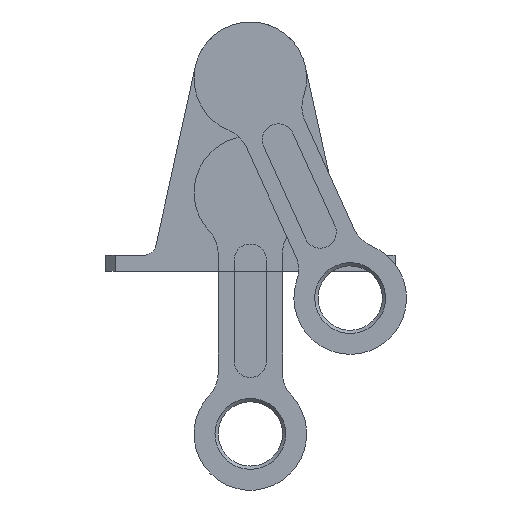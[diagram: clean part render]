
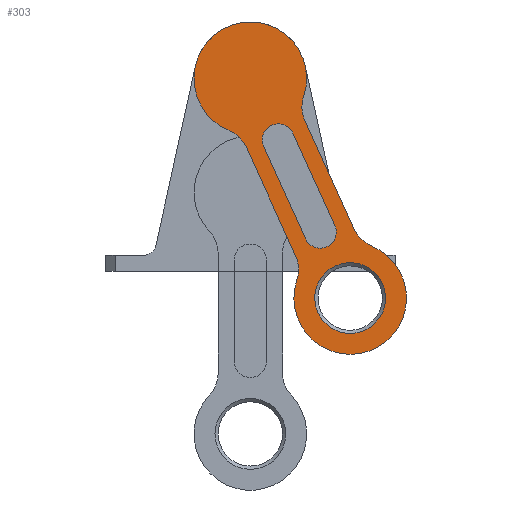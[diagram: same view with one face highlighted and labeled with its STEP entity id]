
A CAD part, front view. The second image highlights one B-rep face of the part: STEP entity #303.
In plain terms, the highlighted planar face has unit normal (0, -1, 0).
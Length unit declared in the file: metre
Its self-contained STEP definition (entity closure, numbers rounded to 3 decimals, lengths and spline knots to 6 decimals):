
#303 = ADVANCED_FACE( '', ( #525, #526, #527 ), #528, .T. );
#525 = FACE_OUTER_BOUND( '', #669, .T. );
#526 = FACE_BOUND( '', #670, .T. );
#527 = FACE_BOUND( '', #671, .T. );
#528 = PLANE( '', #672 );
#669 = EDGE_LOOP( '', ( #884, #885, #886, #887, #888, #889, #890, #891 ) );
#670 = EDGE_LOOP( '', ( #892 ) );
#671 = EDGE_LOOP( '', ( #893, #894, #895, #896 ) );
#672 = AXIS2_PLACEMENT_3D( '', #897, #898, #899 );
#884 = ORIENTED_EDGE( '', *, *, #1215, .T. );
#885 = ORIENTED_EDGE( '', *, *, #1206, .T. );
#886 = ORIENTED_EDGE( '', *, *, #1216, .T. );
#887 = ORIENTED_EDGE( '', *, *, #1217, .T. );
#888 = ORIENTED_EDGE( '', *, *, #1218, .T. );
#889 = ORIENTED_EDGE( '', *, *, #1219, .T. );
#890 = ORIENTED_EDGE( '', *, *, #1220, .T. );
#891 = ORIENTED_EDGE( '', *, *, #1221, .T. );
#892 = ORIENTED_EDGE( '', *, *, #1222, .T. );
#893 = ORIENTED_EDGE( '', *, *, #1223, .T. );
#894 = ORIENTED_EDGE( '', *, *, #1224, .T. );
#895 = ORIENTED_EDGE( '', *, *, #1225, .T. );
#896 = ORIENTED_EDGE( '', *, *, #1226, .T. );
#897 = CARTESIAN_POINT( '', ( 0., 0., 0.049031 ) );
#898 = DIRECTION( '', ( 0., -1., 0. ) );
#899 = DIRECTION( '', ( 0., 0., -1. ) );
#1206 = EDGE_CURVE( '', #1359, #1357, #1360, .F. );
#1215 = EDGE_CURVE( '', #1373, #1359, #1374, .T. );
#1216 = EDGE_CURVE( '', #1357, #1375, #1376, .T. );
#1217 = EDGE_CURVE( '', #1375, #1377, #1378, .F. );
#1218 = EDGE_CURVE( '', #1377, #1379, #1380, .T. );
#1219 = EDGE_CURVE( '', #1379, #1381, #1382, .F. );
#1220 = EDGE_CURVE( '', #1381, #1383, #1384, .T. );
#1221 = EDGE_CURVE( '', #1383, #1373, #1385, .F. );
#1222 = EDGE_CURVE( '', #1386, #1386, #1387, .F. );
#1223 = EDGE_CURVE( '', #1388, #1389, #1390, .T. );
#1224 = EDGE_CURVE( '', #1389, #1391, #1392, .T. );
#1225 = EDGE_CURVE( '', #1391, #1393, #1394, .T. );
#1226 = EDGE_CURVE( '', #1393, #1388, #1395, .T. );
#1357 = VERTEX_POINT( '', #1464 );
#1359 = VERTEX_POINT( '', #1467 );
#1360 = CIRCLE( '', #1468, 0.02 );
#1373 = VERTEX_POINT( '', #1487 );
#1374 = CIRCLE( '', #1488, 0.035 );
#1375 = VERTEX_POINT( '', #1489 );
#1376 = LINE( '', #1490, #1491 );
#1377 = VERTEX_POINT( '', #1492 );
#1378 = CIRCLE( '', #1493, 0.02 );
#1379 = VERTEX_POINT( '', #1494 );
#1380 = CIRCLE( '', #1495, 0.035 );
#1381 = VERTEX_POINT( '', #1496 );
#1382 = CIRCLE( '', #1497, 0.02 );
#1383 = VERTEX_POINT( '', #1498 );
#1384 = LINE( '', #1499, #1500 );
#1385 = CIRCLE( '', #1501, 0.02 );
#1386 = VERTEX_POINT( '', #1502 );
#1387 = CIRCLE( '', #1503, 0.022 );
#1388 = VERTEX_POINT( '', #1504 );
#1389 = VERTEX_POINT( '', #1505 );
#1390 = LINE( '', #1506, #1507 );
#1391 = VERTEX_POINT( '', #1508 );
#1392 = CIRCLE( '', #1509, 0.01 );
#1393 = VERTEX_POINT( '', #1510 );
#1394 = LINE( '', #1511, #1512 );
#1395 = CIRCLE( '', #1513, 0.01 );
#1464 = CARTESIAN_POINT( '', ( 0.02, 0., -0.06322 ) );
#1467 = CARTESIAN_POINT( '', ( 0.025455, 0., -0.076947 ) );
#1468 = AXIS2_PLACEMENT_3D( '', #1600, #1601, #1602 );
#1487 = CARTESIAN_POINT( '', ( -0.025455, 0., -0.076947 ) );
#1488 = AXIS2_PLACEMENT_3D( '', #1615, #1616, #1617 );
#1489 = CARTESIAN_POINT( '', ( 0.02, 0., 0.011281 ) );
#1490 = CARTESIAN_POINT( '', ( 0.02, 0., 0.020308 ) );
#1491 = VECTOR( '', #1618, 1. );
#1492 = CARTESIAN_POINT( '', ( 0.025455, 0., 0.025008 ) );
#1493 = AXIS2_PLACEMENT_3D( '', #1619, #1620, #1621 );
#1494 = CARTESIAN_POINT( '', ( -0.025455, 0., 0.025008 ) );
#1495 = AXIS2_PLACEMENT_3D( '', #1622, #1623, #1624 );
#1496 = CARTESIAN_POINT( '', ( -0.02, 0., 0.011281 ) );
#1497 = AXIS2_PLACEMENT_3D( '', #1625, #1626, #1627 );
#1498 = CARTESIAN_POINT( '', ( -0.02, 0., -0.06322 ) );
#1499 = CARTESIAN_POINT( '', ( -0.02, 0., 0.020308 ) );
#1500 = VECTOR( '', #1628, 1. );
#1501 = AXIS2_PLACEMENT_3D( '', #1629, #1630, #1631 );
#1502 = CARTESIAN_POINT( '', ( 0., 0., -0.122969 ) );
#1503 = AXIS2_PLACEMENT_3D( '', #1632, #1633, #1634 );
#1504 = CARTESIAN_POINT( '', ( -0.01, 0., -0.055969 ) );
#1505 = CARTESIAN_POINT( '', ( -0.01, 0., 0.007031 ) );
#1506 = CARTESIAN_POINT( '', ( -0.01, 0., 0.007031 ) );
#1507 = VECTOR( '', #1635, 1. );
#1508 = CARTESIAN_POINT( '', ( 0.01, 0., 0.007031 ) );
#1509 = AXIS2_PLACEMENT_3D( '', #1636, #1637, #1638 );
#1510 = CARTESIAN_POINT( '', ( 0.01, 0., -0.055969 ) );
#1511 = CARTESIAN_POINT( '', ( 0.01, 0., 0.007031 ) );
#1512 = VECTOR( '', #1639, 1. );
#1513 = AXIS2_PLACEMENT_3D( '', #1640, #1641, #1642 );
#1600 = CARTESIAN_POINT( '', ( 0.04, 0., -0.06322 ) );
#1601 = DIRECTION( '', ( 0., -1., 0. ) );
#1602 = DIRECTION( '', ( 0., 0., -1. ) );
#1615 = CARTESIAN_POINT( '', ( 0., 0., -0.100969 ) );
#1616 = DIRECTION( '', ( 0., -1., 0. ) );
#1617 = DIRECTION( '', ( 0., 0., 1. ) );
#1618 = DIRECTION( '', ( 0., 0., 1. ) );
#1619 = CARTESIAN_POINT( '', ( 0.04, 0., 0.011281 ) );
#1620 = DIRECTION( '', ( 0., -1., 0. ) );
#1621 = DIRECTION( '', ( 0., 0., -1. ) );
#1622 = CARTESIAN_POINT( '', ( 0., 0., 0.049031 ) );
#1623 = DIRECTION( '', ( 0., -1., 0. ) );
#1624 = DIRECTION( '', ( 0., 0., -1. ) );
#1625 = CARTESIAN_POINT( '', ( -0.04, 0., 0.011281 ) );
#1626 = DIRECTION( '', ( 0., -1., 0. ) );
#1627 = DIRECTION( '', ( 0., 0., -1. ) );
#1628 = DIRECTION( '', ( 0., 0., -1. ) );
#1629 = CARTESIAN_POINT( '', ( -0.04, 0., -0.06322 ) );
#1630 = DIRECTION( '', ( 0., -1., 0. ) );
#1631 = DIRECTION( '', ( 0., 0., -1. ) );
#1632 = CARTESIAN_POINT( '', ( 0., 0., -0.100969 ) );
#1633 = DIRECTION( '', ( 0., -1., 0. ) );
#1634 = DIRECTION( '', ( 0., 0., -1. ) );
#1635 = DIRECTION( '', ( 0., 0., 1. ) );
#1636 = CARTESIAN_POINT( '', ( 0., 0., 0.007031 ) );
#1637 = DIRECTION( '', ( 0., 1., 0. ) );
#1638 = DIRECTION( '', ( 0., 0., -1. ) );
#1639 = DIRECTION( '', ( 0., 0., -1. ) );
#1640 = CARTESIAN_POINT( '', ( 0., 0., -0.055969 ) );
#1641 = DIRECTION( '', ( 0., 1., 0. ) );
#1642 = DIRECTION( '', ( 0., 0., 1. ) );
